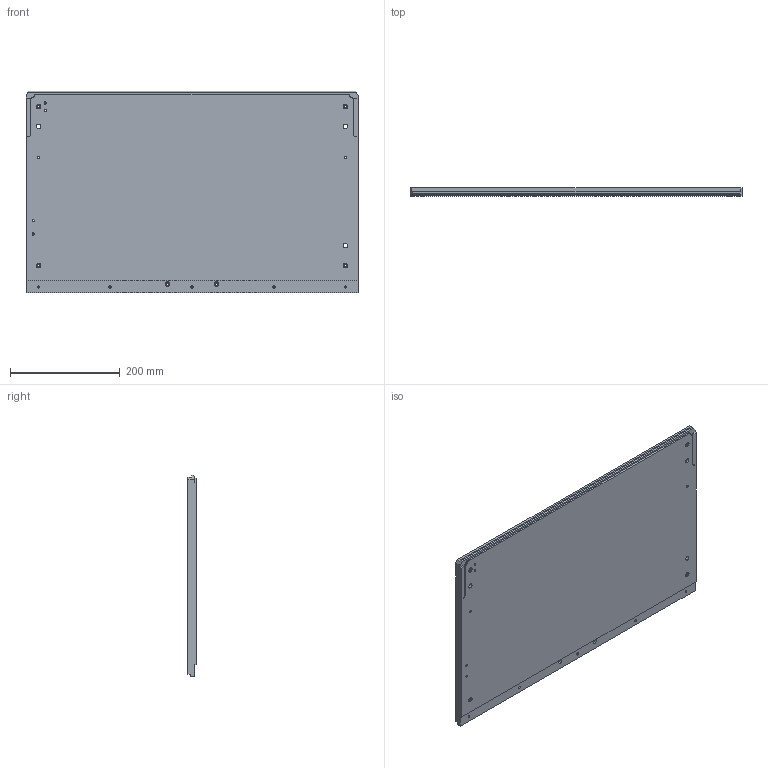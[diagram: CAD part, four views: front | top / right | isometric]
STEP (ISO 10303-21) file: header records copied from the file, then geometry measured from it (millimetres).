
FILE_DESCRIPTION (( 'STEP AP214' ), '1' );
FILE_NAME ('INGUN_112926.STEP', '2022-05-25T07:22:21', ( '' ), ( '' ), 'SwSTEP 2.0', 'SolidWorks 2018', '' );
FILE_SCHEMA (( 'AUTOMOTIVE_DESIGN' ));
Length unit declared in the file: millimetre
Products named in the file (1): INGUN_112926
Bounding box: 606 x 15 x 367.1 mm (x, y, z)
Volume: 3253033.1 mm3; surface area: 476632.1 mm2
Topology: 1 solids, 1 shells, 95 faces, 255 edges, 170 vertices
Faces by surface type: cylinder 62, plane 33
Entity records: 3147 total; most frequent: DIRECTION 571, CARTESIAN_POINT 521, ORIENTED_EDGE 510, EDGE_CURVE 255, AXIS2_PLACEMENT_3D 220, VERTEX_POINT 170, EDGE_LOOP 143, LINE 131
